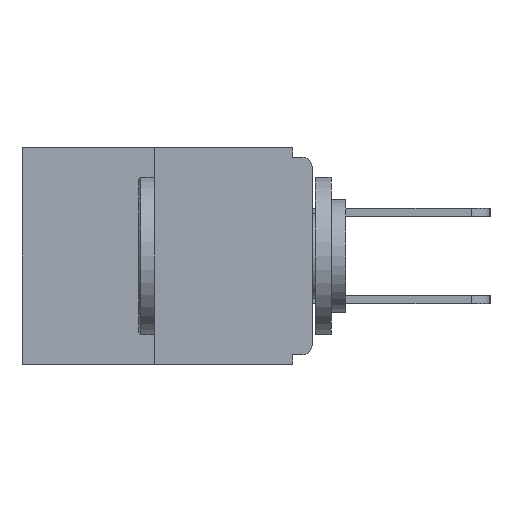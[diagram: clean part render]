
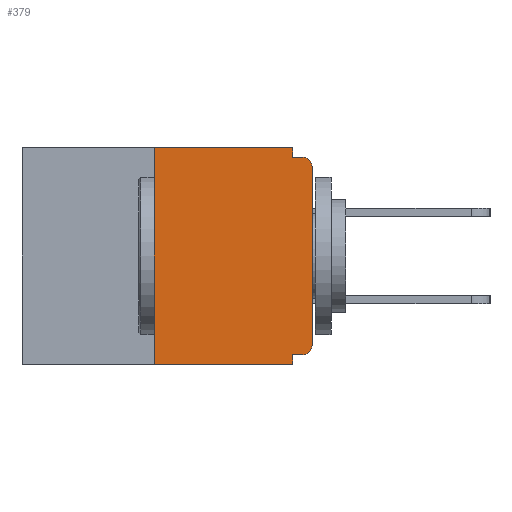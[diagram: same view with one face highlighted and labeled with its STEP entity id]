
A CAD part, left-side view. The second image highlights one B-rep face of the part: STEP entity #379.
In plain terms, the highlighted planar face has unit normal (-1, 0, 0).
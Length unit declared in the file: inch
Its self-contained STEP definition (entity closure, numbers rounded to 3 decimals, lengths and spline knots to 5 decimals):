
#379 = ADVANCED_FACE ( 'NONE', ( #4553 ), #16706, .F. ) ;
#423 = CARTESIAN_POINT ( 'NONE',  ( 0., 0., -0.03 ) ) ;
#674 = DIRECTION ( 'NONE',  ( 1., 0., 0. ) ) ;
#778 = VECTOR ( 'NONE', #11455, 39.37008 ) ;
#821 = VERTEX_POINT ( 'NONE', #14607 ) ;
#2056 = ORIENTED_EDGE ( 'NONE', *, *, #4675, .F. ) ;
#2437 = VECTOR ( 'NONE', #2581, 39.37008 ) ;
#2581 = DIRECTION ( 'NONE',  ( 0., -1., 0. ) ) ;
#2690 = LINE ( 'NONE', #3813, #19614 ) ;
#2860 = CARTESIAN_POINT ( 'NONE',  ( 0., 0., -0.015 ) ) ;
#3076 = LINE ( 'NONE', #2860, #2437 ) ;
#3813 = CARTESIAN_POINT ( 'NONE',  ( 0., 0.46, -0.343 ) ) ;
#4553 = FACE_OUTER_BOUND ( 'NONE', #21926, .T. ) ;
#4675 = EDGE_CURVE ( 'NONE', #821, #12400, #6598, .T. ) ;
#4924 = AXIS2_PLACEMENT_3D ( 'NONE', #21988, #7503, #21895 ) ;
#4997 = CIRCLE ( 'NONE', #13405, 0.015 ) ;
#5022 = CARTESIAN_POINT ( 'NONE',  ( 0., 0.015, -0.328 ) ) ;
#5029 = EDGE_CURVE ( 'NONE', #5030, #18483, #3076, .T. ) ;
#5030 = VERTEX_POINT ( 'NONE', #23190 ) ;
#5262 = VERTEX_POINT ( 'NONE', #14877 ) ;
#5293 = VERTEX_POINT ( 'NONE', #12706 ) ;
#5294 = CARTESIAN_POINT ( 'NONE',  ( 0., 0., 0. ) ) ;
#5548 = LINE ( 'NONE', #5294, #778 ) ;
#5836 = EDGE_CURVE ( 'NONE', #5262, #821, #15082, .T. ) ;
#6295 = VERTEX_POINT ( 'NONE', #423 ) ;
#6387 = ORIENTED_EDGE ( 'NONE', *, *, #16387, .T. ) ;
#6483 = ORIENTED_EDGE ( 'NONE', *, *, #5836, .F. ) ;
#6598 = LINE ( 'NONE', #11044, #19697 ) ;
#7266 = CARTESIAN_POINT ( 'NONE',  ( 0., 0., -0.328 ) ) ;
#7503 = DIRECTION ( 'NONE',  ( -1., 0., 0. ) ) ;
#7706 = ORIENTED_EDGE ( 'NONE', *, *, #9230, .T. ) ;
#8227 = ORIENTED_EDGE ( 'NONE', *, *, #13275, .T. ) ;
#9230 = EDGE_CURVE ( 'NONE', #6295, #18483, #4997, .T. ) ;
#10323 = ORIENTED_EDGE ( 'NONE', *, *, #16807, .F. ) ;
#10615 = VECTOR ( 'NONE', #14866, 39.37008 ) ;
#11044 = CARTESIAN_POINT ( 'NONE',  ( 0., 0.46, 0. ) ) ;
#11073 = DIRECTION ( 'NONE',  ( 0., 0., -1. ) ) ;
#11455 = DIRECTION ( 'NONE',  ( 0., 0., 1. ) ) ;
#12400 = VERTEX_POINT ( 'NONE', #19808 ) ;
#12706 = CARTESIAN_POINT ( 'NONE',  ( 0., 0.031, -0.343 ) ) ;
#12836 = LINE ( 'NONE', #25019, #10615 ) ;
#12911 = DIRECTION ( 'NONE',  ( 0., -1., 0. ) ) ;
#13275 = EDGE_CURVE ( 'NONE', #16294, #17915, #20120, .T. ) ;
#13405 = AXIS2_PLACEMENT_3D ( 'NONE', #15033, #19133, #11073 ) ;
#13448 = DIRECTION ( 'NONE',  ( 0., 1., 0. ) ) ;
#13789 = VECTOR ( 'NONE', #16232, 39.37008 ) ;
#14607 = CARTESIAN_POINT ( 'NONE',  ( 0., 0.25, 0. ) ) ;
#14866 = DIRECTION ( 'NONE',  ( 0., 0., -1. ) ) ;
#14877 = CARTESIAN_POINT ( 'NONE',  ( 0., 0.25, -0.343 ) ) ;
#14925 = DIRECTION ( 'NONE',  ( 0., 0., -1. ) ) ;
#15033 = CARTESIAN_POINT ( 'NONE',  ( 0., 0.015, -0.03 ) ) ;
#15082 = LINE ( 'NONE', #26039, #13789 ) ;
#15982 = LINE ( 'NONE', #16126, #25232 ) ;
#16056 = LINE ( 'NONE', #7266, #20837 ) ;
#16126 = CARTESIAN_POINT ( 'NONE',  ( 0., 0.031, -0.343 ) ) ;
#16205 = ORIENTED_EDGE ( 'NONE', *, *, #22785, .T. ) ;
#16232 = DIRECTION ( 'NONE',  ( 0., 0., 1. ) ) ;
#16294 = VERTEX_POINT ( 'NONE', #5022 ) ;
#16387 = EDGE_CURVE ( 'NONE', #17915, #6295, #5548, .T. ) ;
#16706 = PLANE ( 'NONE',  #26080 ) ;
#16807 = EDGE_CURVE ( 'NONE', #12400, #5030, #12836, .T. ) ;
#17915 = VERTEX_POINT ( 'NONE', #19402 ) ;
#18365 = DIRECTION ( 'NONE',  ( 0., 0., -1. ) ) ;
#18483 = VERTEX_POINT ( 'NONE', #20526 ) ;
#19133 = DIRECTION ( 'NONE',  ( -1., 0., 0. ) ) ;
#19284 = ORIENTED_EDGE ( 'NONE', *, *, #5029, .F. ) ;
#19402 = CARTESIAN_POINT ( 'NONE',  ( 0., 0., -0.313 ) ) ;
#19512 = ORIENTED_EDGE ( 'NONE', *, *, #26326, .F. ) ;
#19614 = VECTOR ( 'NONE', #26216, 39.37008 ) ;
#19697 = VECTOR ( 'NONE', #12911, 39.37008 ) ;
#19741 = EDGE_CURVE ( 'NONE', #22001, #5293, #15982, .T. ) ;
#19808 = CARTESIAN_POINT ( 'NONE',  ( 0., 0.031, 0. ) ) ;
#20120 = CIRCLE ( 'NONE', #4924, 0.015 ) ;
#20526 = CARTESIAN_POINT ( 'NONE',  ( 0., 0.015, -0.015 ) ) ;
#20837 = VECTOR ( 'NONE', #13448, 39.37008 ) ;
#20908 = CARTESIAN_POINT ( 'NONE',  ( 0., 0.46, 0. ) ) ;
#21895 = DIRECTION ( 'NONE',  ( 0., 0., -1. ) ) ;
#21926 = EDGE_LOOP ( 'NONE', ( #2056, #6483, #16205, #23651, #19512, #8227, #6387, #7706, #19284, #10323 ) ) ;
#21988 = CARTESIAN_POINT ( 'NONE',  ( 0., 0.015, -0.313 ) ) ;
#22001 = VERTEX_POINT ( 'NONE', #24264 ) ;
#22785 = EDGE_CURVE ( 'NONE', #5262, #5293, #2690, .T. ) ;
#23190 = CARTESIAN_POINT ( 'NONE',  ( 0., 0.031, -0.015 ) ) ;
#23651 = ORIENTED_EDGE ( 'NONE', *, *, #19741, .F. ) ;
#24264 = CARTESIAN_POINT ( 'NONE',  ( 0., 0.031, -0.328 ) ) ;
#25019 = CARTESIAN_POINT ( 'NONE',  ( 0., 0.031, 0. ) ) ;
#25232 = VECTOR ( 'NONE', #18365, 39.37008 ) ;
#26039 = CARTESIAN_POINT ( 'NONE',  ( 0., 0.25, 0. ) ) ;
#26080 = AXIS2_PLACEMENT_3D ( 'NONE', #20908, #674, #14925 ) ;
#26216 = DIRECTION ( 'NONE',  ( 0., -1., 0. ) ) ;
#26326 = EDGE_CURVE ( 'NONE', #16294, #22001, #16056, .T. ) ;
